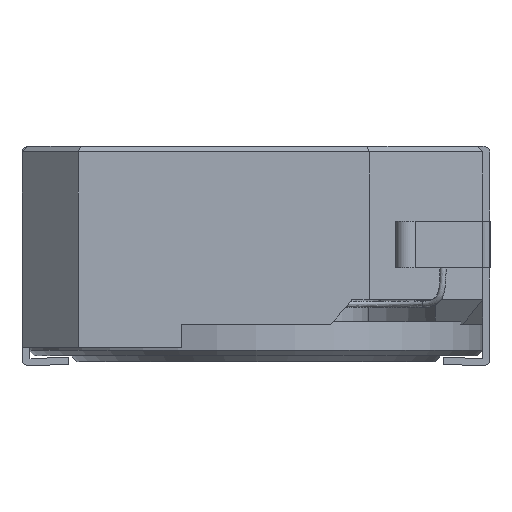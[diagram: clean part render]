
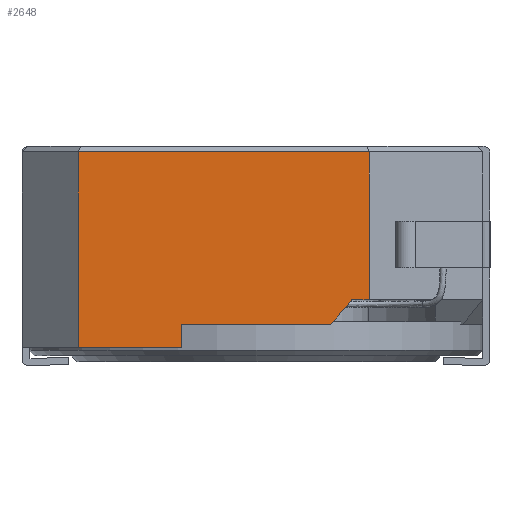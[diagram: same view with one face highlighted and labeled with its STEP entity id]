
A CAD part, left-side view. The second image highlights one B-rep face of the part: STEP entity #2648.
In plain terms, the highlighted planar face has unit normal (-1, 0, 0).
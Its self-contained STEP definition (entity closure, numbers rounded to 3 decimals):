
#230=ORIENTED_EDGE('',*,*,#994,.F.);
#231=ORIENTED_EDGE('',*,*,#995,.T.);
#232=ORIENTED_EDGE('',*,*,#996,.T.);
#233=ORIENTED_EDGE('',*,*,#997,.T.);
#234=ORIENTED_EDGE('',*,*,#998,.T.);
#235=ORIENTED_EDGE('',*,*,#999,.T.);
#236=ORIENTED_EDGE('',*,*,#1000,.F.);
#237=ORIENTED_EDGE('',*,*,#1001,.F.);
#994=EDGE_CURVE('',#1376,#1377,#1634,.T.);
#995=EDGE_CURVE('',#1376,#1378,#1635,.T.);
#996=EDGE_CURVE('',#1378,#1379,#1636,.T.);
#997=EDGE_CURVE('',#1379,#1380,#1637,.T.);
#998=EDGE_CURVE('',#1380,#1381,#1638,.T.);
#999=EDGE_CURVE('',#1381,#1382,#1639,.T.);
#1000=EDGE_CURVE('',#1383,#1382,#1640,.T.);
#1001=EDGE_CURVE('',#1377,#1383,#1641,.T.);
#1376=VERTEX_POINT('',#4280);
#1377=VERTEX_POINT('',#4281);
#1378=VERTEX_POINT('',#4283);
#1379=VERTEX_POINT('',#4285);
#1380=VERTEX_POINT('',#4287);
#1381=VERTEX_POINT('',#4289);
#1382=VERTEX_POINT('',#4291);
#1383=VERTEX_POINT('',#4293);
#1634=LINE('',#4279,#1883);
#1635=LINE('',#4282,#1884);
#1636=LINE('',#4284,#1885);
#1637=LINE('',#4286,#1886);
#1638=LINE('',#4288,#1887);
#1639=LINE('',#4290,#1888);
#1640=LINE('',#4292,#1889);
#1641=LINE('',#4294,#1890);
#1883=VECTOR('',#3582,1000.);
#1884=VECTOR('',#3583,1000.);
#1885=VECTOR('',#3584,1000.);
#1886=VECTOR('',#3585,1000.);
#1887=VECTOR('',#3586,1000.);
#1888=VECTOR('',#3587,1000.);
#1889=VECTOR('',#3588,1000.);
#1890=VECTOR('',#3589,1000.);
#2132=EDGE_LOOP('',(#230,#231,#232,#233,#234,#235,#236,#237));
#2332=FACE_BOUND('',#2132,.T.);
#2532=PLANE('',#3354);
#2648=ADVANCED_FACE('',(#2332),#2532,.F.);
#3354=AXIS2_PLACEMENT_3D('',#4278,#3580,#3581);
#3580=DIRECTION('',(1.,0.,0.));
#3581=DIRECTION('',(0.,0.,-1.));
#3582=DIRECTION('',(0.,0.665,-0.746));
#3583=DIRECTION('',(0.,-1.,0.));
#3584=DIRECTION('',(0.,0.,1.));
#3585=DIRECTION('',(0.,1.,0.));
#3586=DIRECTION('',(0.,0.,-1.));
#3587=DIRECTION('',(0.,-1.,0.));
#3588=DIRECTION('',(0.,0.,-1.));
#3589=DIRECTION('',(0.,1.,0.));
#4278=CARTESIAN_POINT('',(-5.,5.,4.3));
#4279=CARTESIAN_POINT('',(-5.,-2.064,1.02));
#4280=CARTESIAN_POINT('',(-5.,-2.064,1.02));
#4281=CARTESIAN_POINT('',(-5.,-1.6,0.5));
#4282=CARTESIAN_POINT('',(-5.,5.,1.02));
#4283=CARTESIAN_POINT('',(-5.,-2.42,1.02));
#4284=CARTESIAN_POINT('',(-5.,-2.42,0.));
#4285=CARTESIAN_POINT('',(-5.,-2.42,4.18));
#4286=CARTESIAN_POINT('',(-5.,3.8,4.18));
#4287=CARTESIAN_POINT('',(-5.,3.8,4.18));
#4288=CARTESIAN_POINT('',(-5.,3.8,4.3));
#4289=CARTESIAN_POINT('',(-5.,3.8,0.));
#4290=CARTESIAN_POINT('',(-5.,5.,0.));
#4291=CARTESIAN_POINT('',(-5.,1.6,0.));
#4292=CARTESIAN_POINT('',(-5.,1.6,0.5));
#4293=CARTESIAN_POINT('',(-5.,1.6,0.5));
#4294=CARTESIAN_POINT('',(-5.,1.6,0.5));
